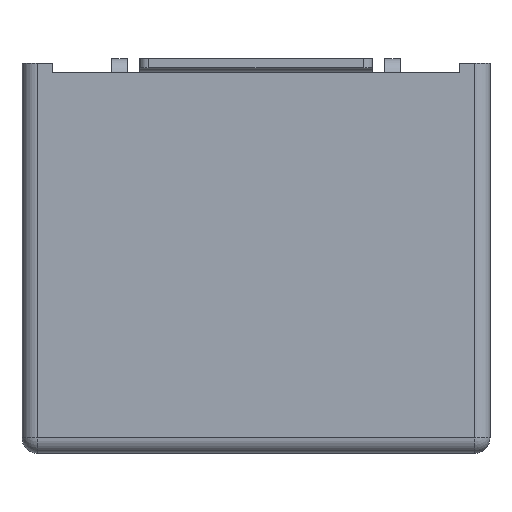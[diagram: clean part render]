
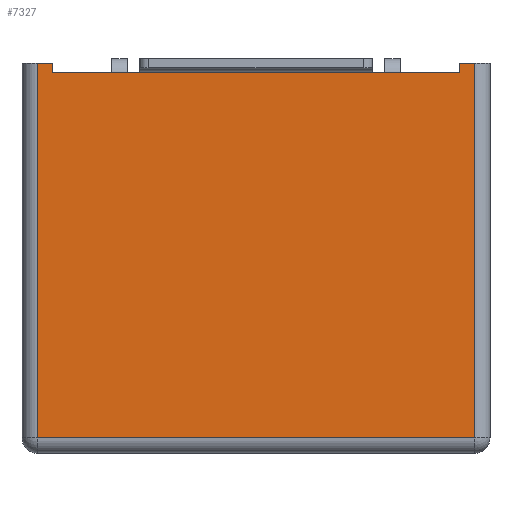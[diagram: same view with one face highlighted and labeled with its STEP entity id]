
A CAD part, left-side view. The second image highlights one B-rep face of the part: STEP entity #7327.
In plain terms, the highlighted planar face has unit normal (-1, 0, 0).
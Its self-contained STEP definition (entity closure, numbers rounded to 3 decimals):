
#268=FACE_OUTER_BOUND('',#661,.T.);
#661=EDGE_LOOP('',(#5287,#5288,#5289,#5290,#5291,#5292,#5293,#5294));
#1215=LINE('',#10530,#2200);
#1339=LINE('',#10777,#2324);
#1340=LINE('',#10783,#2325);
#1341=LINE('',#10786,#2326);
#1346=LINE('',#10797,#2331);
#1350=LINE('',#10805,#2335);
#1352=LINE('',#10811,#2337);
#1353=LINE('',#10813,#2338);
#2200=VECTOR('',#8446,13.24);
#2324=VECTOR('',#8602,14.24);
#2325=VECTOR('',#8611,12.2);
#2326=VECTOR('',#8614,0.5);
#2331=VECTOR('',#8623,0.5);
#2335=VECTOR('',#8635,0.3);
#2337=VECTOR('',#8645,0.3);
#2338=VECTOR('',#8648,12.2);
#3155=VERTEX_POINT('',#10527);
#3156=VERTEX_POINT('',#10529);
#3262=VERTEX_POINT('',#10771);
#3263=VERTEX_POINT('',#10775);
#3264=VERTEX_POINT('',#10781);
#3265=VERTEX_POINT('',#10785);
#3267=VERTEX_POINT('',#10791);
#3269=VERTEX_POINT('',#10795);
#3913=EDGE_CURVE('',#3156,#3155,#1215,.T.);
#4044=EDGE_CURVE('',#3262,#3263,#1339,.T.);
#4047=EDGE_CURVE('',#3263,#3264,#1340,.T.);
#4048=EDGE_CURVE('',#3265,#3264,#1341,.T.);
#4054=EDGE_CURVE('',#3267,#3269,#1346,.T.);
#4058=EDGE_CURVE('',#3269,#3156,#1350,.T.);
#4060=EDGE_CURVE('',#3265,#3155,#1352,.T.);
#4061=EDGE_CURVE('',#3267,#3262,#1353,.T.);
#5287=ORIENTED_EDGE('',*,*,#4047,.F.);
#5288=ORIENTED_EDGE('',*,*,#4044,.F.);
#5289=ORIENTED_EDGE('',*,*,#4061,.F.);
#5290=ORIENTED_EDGE('',*,*,#4054,.T.);
#5291=ORIENTED_EDGE('',*,*,#4058,.T.);
#5292=ORIENTED_EDGE('',*,*,#3913,.T.);
#5293=ORIENTED_EDGE('',*,*,#4060,.F.);
#5294=ORIENTED_EDGE('',*,*,#4048,.T.);
#6998=PLANE('',#7740);
#7327=ADVANCED_FACE('',(#268),#6998,.T.);
#7740=AXIS2_PLACEMENT_3D('',#10812,#8646,#8647);
#8446=DIRECTION('',(0.,1.,0.));
#8602=DIRECTION('',(0.,1.,0.));
#8611=DIRECTION('',(0.,0.,1.));
#8614=DIRECTION('',(0.,1.,0.));
#8623=DIRECTION('',(0.,1.,0.));
#8635=DIRECTION('',(0.,0.,-1.));
#8645=DIRECTION('',(0.,0.,-1.));
#8646=DIRECTION('center_axis',(-1.,0.,0.));
#8647=DIRECTION('ref_axis',(0.,0.,1.));
#8648=DIRECTION('',(0.,0.,-1.));
#10527=CARTESIAN_POINT('',(-7.54,6.62,-0.45));
#10529=CARTESIAN_POINT('',(-7.54,-6.62,-0.45));
#10530=CARTESIAN_POINT('',(-7.54,-6.62,-0.45));
#10771=CARTESIAN_POINT('',(-7.54,-7.12,-12.35));
#10775=CARTESIAN_POINT('',(-7.54,7.12,-12.35));
#10777=CARTESIAN_POINT('',(-7.54,-7.12,-12.35));
#10781=CARTESIAN_POINT('',(-7.54,7.12,-0.15));
#10783=CARTESIAN_POINT('',(-7.54,7.12,-12.35));
#10785=CARTESIAN_POINT('',(-7.54,6.62,-0.15));
#10786=CARTESIAN_POINT('',(-7.54,6.62,-0.15));
#10791=CARTESIAN_POINT('',(-7.54,-7.12,-0.15));
#10795=CARTESIAN_POINT('',(-7.54,-6.62,-0.15));
#10797=CARTESIAN_POINT('',(-7.54,-7.12,-0.15));
#10805=CARTESIAN_POINT('',(-7.54,-6.62,-0.15));
#10811=CARTESIAN_POINT('',(-7.54,6.62,-0.15));
#10812=CARTESIAN_POINT('Origin',(-7.54,-7.62,-12.35));
#10813=CARTESIAN_POINT('',(-7.54,-7.12,-0.15));
